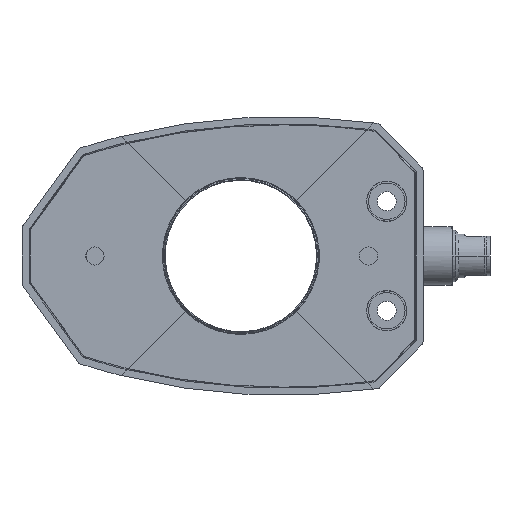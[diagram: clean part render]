
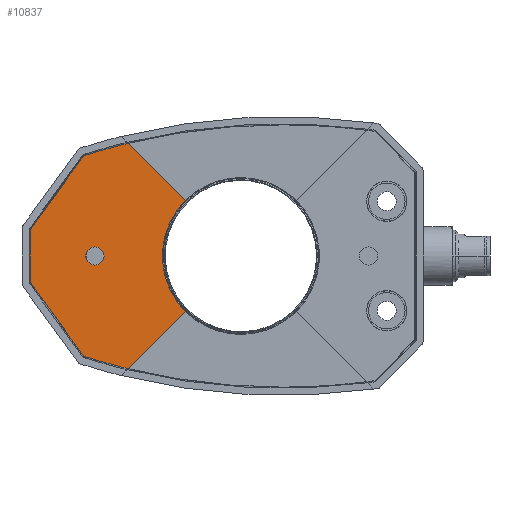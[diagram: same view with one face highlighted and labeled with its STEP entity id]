
A CAD part, front view. The second image highlights one B-rep face of the part: STEP entity #10837.
In plain terms, the highlighted planar face has unit normal (0, -1, 0).
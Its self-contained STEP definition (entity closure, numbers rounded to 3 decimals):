
#8767=DIRECTION('',(-0.707,0.,-0.707));
#8768=VECTOR('',#8767,22.163);
#8769=CARTESIAN_POINT('',(-15.215,0.,
-15.215));
#8770=LINE('',#8769,#8768);
#8774=CARTESIAN_POINT('',(11.44,0.,143.981));
#8775=DIRECTION('',(0.,1.,0.));
#8776=DIRECTION('',(-0.235,0.,-0.972));
#8777=AXIS2_PLACEMENT_3D('',#8774,#8775,#8776);
#8782=DIRECTION('',(-0.587,0.,0.81));
#8783=VECTOR('',#8782,24.989);
#8784=CARTESIAN_POINT('',(-43.041,0.,
-27.489));
#8785=LINE('',#8784,#8783);
#8789=DIRECTION('',(0.587,0.,0.81));
#8790=VECTOR('',#8789,24.989);
#8791=CARTESIAN_POINT('',(-57.706,0.,7.256));
#8792=LINE('',#8791,#8790);
#8796=CARTESIAN_POINT('',(11.44,0.,-143.981));
#8797=DIRECTION('',(0.,1.,0.));
#8798=DIRECTION('',(-0.303,0.,0.953));
#8799=AXIS2_PLACEMENT_3D('',#8796,#8797,#8798);
#8804=DIRECTION('',(0.707,0.,-0.707));
#8805=VECTOR('',#8804,22.163);
#8806=CARTESIAN_POINT('',(-30.888,0.,
30.886));
#8807=LINE('',#8806,#8805);
#8811=CARTESIAN_POINT('',(0.,0.,0.));
#8812=DIRECTION('',(0.,-1.,0.));
#8813=DIRECTION('',(-0.707,0.,0.707));
#8814=AXIS2_PLACEMENT_3D('',#8811,#8812,#8813);
#8819=CARTESIAN_POINT('',(-40.,0.,0.));
#8820=DIRECTION('',(0.,-1.,0.));
#8821=DIRECTION('',(-1.,0.,0.));
#8822=AXIS2_PLACEMENT_3D('',#8819,#8820,#8821);
#8827=CARTESIAN_POINT('',(-40.,0.,0.));
#8828=DIRECTION('',(0.,-1.,0.));
#8829=DIRECTION('',(1.,0.,0.));
#8830=AXIS2_PLACEMENT_3D('',#8827,#8828,#8829);
#9134=DIRECTION('',(0.,0.,-1.));
#9135=VECTOR('',#9134,14.512);
#9136=CARTESIAN_POINT('',(-57.706,0.,7.256));
#9137=LINE('',#9136,#9135);
#10538=CARTESIAN_POINT('',(-15.215,0.,
-15.215));
#10539=CARTESIAN_POINT('',(-30.888,0.,
-30.886));
#10540=VERTEX_POINT('',#10538);
#10541=VERTEX_POINT('',#10539);
#10542=CARTESIAN_POINT('',(-43.038,0.,
-27.489));
#10543=VERTEX_POINT('',#10542);
#10544=CARTESIAN_POINT('',(-57.706,0.,-7.256));
#10545=VERTEX_POINT('',#10544);
#10546=CARTESIAN_POINT('',(-57.706,0.,7.256));
#10547=VERTEX_POINT('',#10546);
#10548=CARTESIAN_POINT('',(-43.041,0.,
27.489));
#10549=VERTEX_POINT('',#10548);
#10550=CARTESIAN_POINT('',(-30.886,0.,
30.886));
#10551=VERTEX_POINT('',#10550);
#10552=CARTESIAN_POINT('',(-15.215,0.,
15.215));
#10553=VERTEX_POINT('',#10552);
#10554=CARTESIAN_POINT('',(-42.5,0.,0.));
#10555=CARTESIAN_POINT('',(-37.5,0.,0.));
#10556=VERTEX_POINT('',#10554);
#10557=VERTEX_POINT('',#10555);
#10808=CARTESIAN_POINT('',(0.,0.,0.));
#10809=DIRECTION('',(0.,1.,0.));
#10810=DIRECTION('',(0.,0.,1.));
#10811=AXIS2_PLACEMENT_3D('',#10808,#10809,#10810);
#10812=PLANE('',#10811);
#10814=ORIENTED_EDGE('',*,*,#10813,.T.);
#10816=ORIENTED_EDGE('',*,*,#10815,.T.);
#10818=ORIENTED_EDGE('',*,*,#10817,.T.);
#10820=ORIENTED_EDGE('',*,*,#10819,.F.);
#10822=ORIENTED_EDGE('',*,*,#10821,.T.);
#10824=ORIENTED_EDGE('',*,*,#10823,.T.);
#10826=ORIENTED_EDGE('',*,*,#10825,.T.);
#10828=ORIENTED_EDGE('',*,*,#10827,.T.);
#10829=EDGE_LOOP('',(#10814,#10816,#10818,#10820,#10822,#10824,#10826,#10828));
#10830=FACE_OUTER_BOUND('',#10829,.F.);
#10832=ORIENTED_EDGE('',*,*,#10831,.T.);
#10834=ORIENTED_EDGE('',*,*,#10833,.T.);
#10835=EDGE_LOOP('',(#10832,#10834));
#10836=FACE_BOUND('',#10835,.F.);
#10837=ADVANCED_FACE('',(#10830,#10836),#10812,.F.);
#8778=CIRCLE('',#8777,179.916);
#8800=CIRCLE('',#8799,179.916);
#8815=CIRCLE('',#8814,21.517);
#8823=CIRCLE('',#8822,2.5);
#8831=CIRCLE('',#8830,2.5);
#10813=EDGE_CURVE('',#10540,#10541,#8770,.T.);
#10815=EDGE_CURVE('',#10541,#10543,#8778,.T.);
#10817=EDGE_CURVE('',#10543,#10545,#8785,.T.);
#10819=EDGE_CURVE('',#10547,#10545,#9137,.T.);
#10821=EDGE_CURVE('',#10547,#10549,#8792,.T.);
#10823=EDGE_CURVE('',#10549,#10551,#8800,.T.);
#10825=EDGE_CURVE('',#10551,#10553,#8807,.T.);
#10827=EDGE_CURVE('',#10553,#10540,#8815,.T.);
#10831=EDGE_CURVE('',#10556,#10557,#8823,.T.);
#10833=EDGE_CURVE('',#10557,#10556,#8831,.T.);
